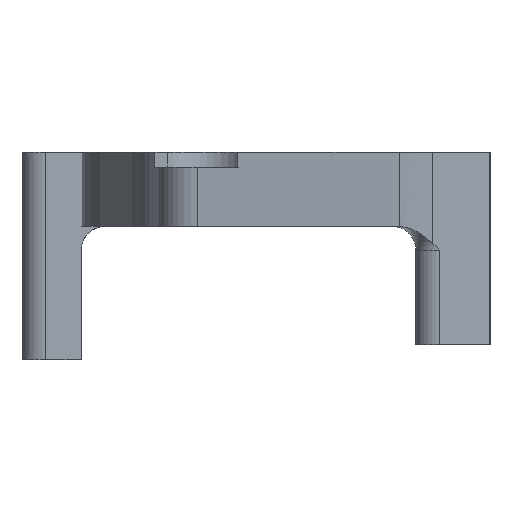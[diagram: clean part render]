
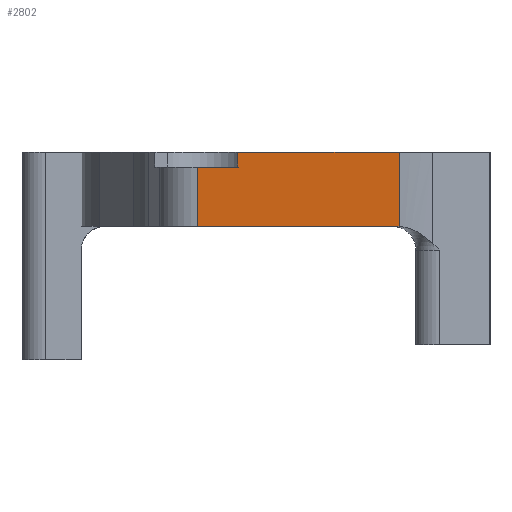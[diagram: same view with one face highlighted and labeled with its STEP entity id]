
A CAD part, left-side view. The second image highlights one B-rep face of the part: STEP entity #2802.
In plain terms, the highlighted planar face has unit normal (-0.994, 0.114, 0).
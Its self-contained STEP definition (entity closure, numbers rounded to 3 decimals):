
#518=PLANE('',#3048);
#587=FACE_OUTER_BOUND('',#731,.T.);
#731=EDGE_LOOP('',(#2309,#2310,#2311,#2312,#2313,#2314,#2315));
#830=B_SPLINE_CURVE_WITH_KNOTS('',3,(#4514,#4515,#4516,#4517),
 .UNSPECIFIED.,.F.,.F.,(4,4),(0.128,0.134),
 .UNSPECIFIED.);
#859=LINE('',#4158,#1071);
#886=LINE('',#4277,#1098);
#956=LINE('',#4502,#1168);
#957=LINE('',#4507,#1169);
#959=LINE('',#4512,#1171);
#960=LINE('',#4518,#1172);
#1071=VECTOR('',#3299,10.);
#1098=VECTOR('',#3396,10.);
#1168=VECTOR('',#3600,10.);
#1169=VECTOR('',#3605,10.);
#1171=VECTOR('',#3611,10.);
#1172=VECTOR('',#3612,10.);
#1493=VERTEX_POINT('',#4155);
#1494=VERTEX_POINT('',#4157);
#1550=VERTEX_POINT('',#4274);
#1551=VERTEX_POINT('',#4276);
#1639=VERTEX_POINT('',#4500);
#1640=VERTEX_POINT('',#4504);
#1643=VERTEX_POINT('',#4513);
#1722=EDGE_CURVE('',#1493,#1494,#859,.T.);
#1781=EDGE_CURVE('',#1550,#1551,#886,.T.);
#1895=EDGE_CURVE('',#1550,#1639,#956,.T.);
#1897=EDGE_CURVE('',#1639,#1640,#957,.T.);
#1900=EDGE_CURVE('',#1640,#1494,#959,.T.);
#1901=EDGE_CURVE('',#1493,#1643,#830,.F.);
#1902=EDGE_CURVE('',#1551,#1643,#960,.T.);
#2309=ORIENTED_EDGE('',*,*,#1895,.T.);
#2310=ORIENTED_EDGE('',*,*,#1897,.T.);
#2311=ORIENTED_EDGE('',*,*,#1900,.T.);
#2312=ORIENTED_EDGE('',*,*,#1722,.F.);
#2313=ORIENTED_EDGE('',*,*,#1901,.T.);
#2314=ORIENTED_EDGE('',*,*,#1902,.F.);
#2315=ORIENTED_EDGE('',*,*,#1781,.F.);
#2802=ADVANCED_FACE('',(#587),#518,.T.);
#3048=AXIS2_PLACEMENT_3D('',#4511,#3609,#3610);
#3299=DIRECTION('',(0.114,0.994,0.));
#3396=DIRECTION('',(-0.114,-0.994,0.));
#3600=DIRECTION('',(0.,0.,-1.));
#3605=DIRECTION('',(0.114,0.994,0.));
#3609=DIRECTION('center_axis',(-0.994,0.114,0.));
#3610=DIRECTION('ref_axis',(0.114,0.994,0.));
#3611=DIRECTION('',(0.,0.,-1.));
#3612=DIRECTION('',(0.,0.,-1.));
#4155=CARTESIAN_POINT('',(-23.929,-5.576,-2.5));
#4157=CARTESIAN_POINT('',(-23.157,1.17,-2.5));
#4158=CARTESIAN_POINT('',(-23.157,1.17,-2.5));
#4274=CARTESIAN_POINT('',(-23.312,-0.183,0.));
#4276=CARTESIAN_POINT('',(-23.935,-5.634,0.));
#4277=CARTESIAN_POINT('',(-23.157,1.17,0.));
#4500=CARTESIAN_POINT('',(-23.312,-0.183,-0.5));
#4502=CARTESIAN_POINT('',(-23.312,-0.183,0.));
#4504=CARTESIAN_POINT('',(-23.157,1.17,-0.5));
#4507=CARTESIAN_POINT('',(-23.579,-2.515,-0.5));
#4511=CARTESIAN_POINT('Origin',(-24.,-6.2,0.));
#4512=CARTESIAN_POINT('',(-23.157,1.17,0.));
#4513=CARTESIAN_POINT('',(-23.935,-5.634,-2.501));
#4514=CARTESIAN_POINT('Ctrl Pts',(-23.935,-5.634,-2.501));
#4515=CARTESIAN_POINT('Ctrl Pts',(-23.933,-5.614,-2.5));
#4516=CARTESIAN_POINT('Ctrl Pts',(-23.931,-5.595,-2.5));
#4517=CARTESIAN_POINT('Ctrl Pts',(-23.929,-5.576,-2.5));
#4518=CARTESIAN_POINT('',(-23.935,-5.634,0.));
